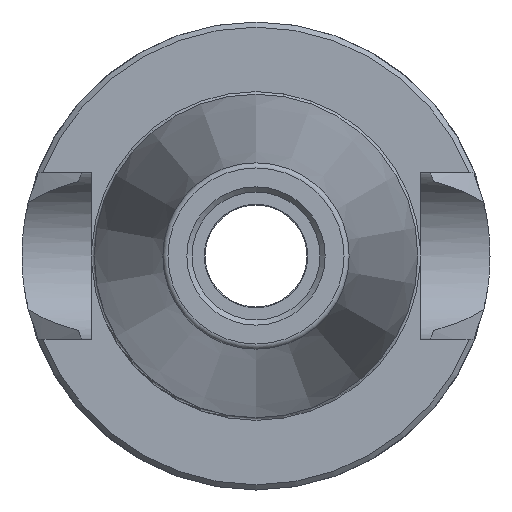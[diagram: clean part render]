
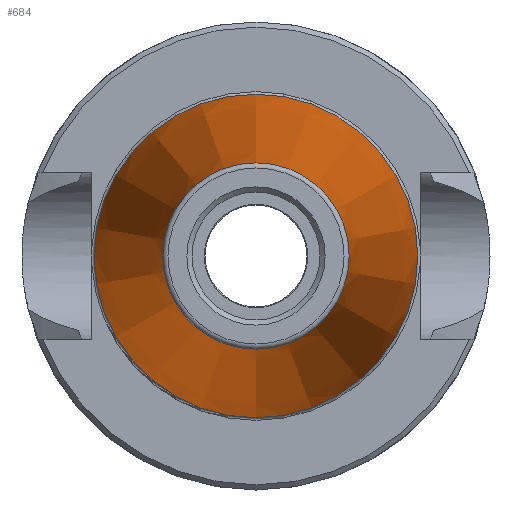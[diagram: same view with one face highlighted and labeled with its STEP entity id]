
A CAD part, left-side view. The second image highlights one B-rep face of the part: STEP entity #684.
In plain terms, the highlighted conical face has half-angle 7.973 degrees and reference radius 15.875 mm.
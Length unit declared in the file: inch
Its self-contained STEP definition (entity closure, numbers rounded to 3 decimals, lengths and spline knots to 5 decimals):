
#78=LINE('',#1290,#113);
#113=VECTOR('',#956,0.625);
#123=CONICAL_SURFACE('',#770,0.625,0.139);
#160=FACE_OUTER_BOUND('',#206,.T.);
#206=EDGE_LOOP('',(#558,#559,#560,#561,#562));
#246=CIRCLE('',#757,0.35991);
#254=CIRCLE('',#771,0.625);
#255=CIRCLE('',#772,0.625);
#327=VERTEX_POINT('',#1263);
#334=VERTEX_POINT('',#1287);
#335=VERTEX_POINT('',#1288);
#407=EDGE_CURVE('',#327,#327,#246,.T.);
#418=EDGE_CURVE('',#334,#335,#254,.T.);
#419=EDGE_CURVE('',#335,#327,#78,.T.);
#420=EDGE_CURVE('',#335,#334,#255,.T.);
#558=ORIENTED_EDGE('',*,*,#418,.T.);
#559=ORIENTED_EDGE('',*,*,#419,.T.);
#560=ORIENTED_EDGE('',*,*,#407,.T.);
#561=ORIENTED_EDGE('',*,*,#419,.F.);
#562=ORIENTED_EDGE('',*,*,#420,.T.);
#684=ADVANCED_FACE('',(#160),#123,.T.);
#757=AXIS2_PLACEMENT_3D('',#1264,#923,#924);
#770=AXIS2_PLACEMENT_3D('',#1286,#952,#953);
#771=AXIS2_PLACEMENT_3D('',#1289,#954,#955);
#772=AXIS2_PLACEMENT_3D('',#1291,#957,#958);
#923=DIRECTION('center_axis',(1.,0.,0.));
#924=DIRECTION('ref_axis',(0.,0.,1.));
#952=DIRECTION('center_axis',(1.,0.,0.));
#953=DIRECTION('ref_axis',(0.,0.,-1.));
#954=DIRECTION('center_axis',(-1.,0.,0.));
#955=DIRECTION('ref_axis',(0.,0.,1.));
#956=DIRECTION('',(-0.99,0.,-0.139));
#957=DIRECTION('center_axis',(-1.,0.,0.));
#958=DIRECTION('ref_axis',(0.,0.,1.));
#1263=CARTESIAN_POINT('',(-1.89277,0.,0.35991));
#1264=CARTESIAN_POINT('Origin',(-1.89277,0.,0.));
#1286=CARTESIAN_POINT('Origin',(0.,0.,0.));
#1287=CARTESIAN_POINT('',(0.,0.,-0.625));
#1288=CARTESIAN_POINT('',(0.,0.,0.625));
#1289=CARTESIAN_POINT('Origin',(0.,0.,0.));
#1290=CARTESIAN_POINT('',(0.,0.,0.625));
#1291=CARTESIAN_POINT('Origin',(0.,0.,0.));
